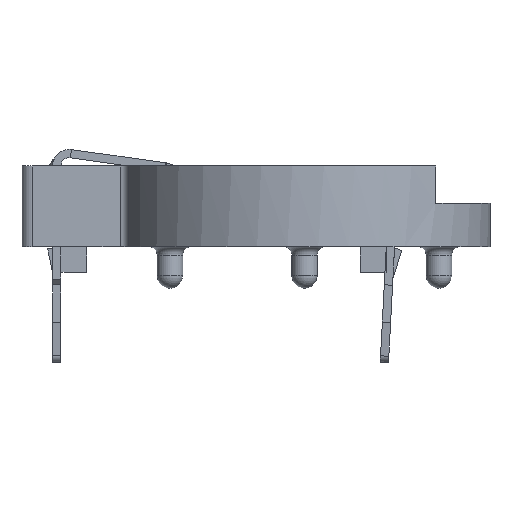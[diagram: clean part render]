
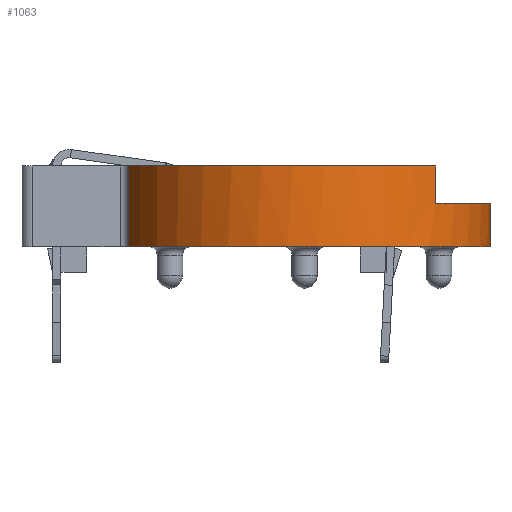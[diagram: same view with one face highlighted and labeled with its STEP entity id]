
A CAD part, front view. The second image highlights one B-rep face of the part: STEP entity #1063.
In plain terms, the highlighted cylindrical face has radius 11.379 mm (diameter 22.758 mm), a partial arc.
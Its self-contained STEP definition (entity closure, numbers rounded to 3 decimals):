
#202 = VERTEX_POINT('',#203);
#203 = CARTESIAN_POINT('',(4.366,-3.53,2.542
    ));
#262 = VERTEX_POINT('',#263);
#263 = CARTESIAN_POINT('',(26.565,-0.005,
    2.542));
#270 = EDGE_CURVE('',#202,#262,#271,.T.);
#271 = CIRCLE('',#272,11.379);
#272 = AXIS2_PLACEMENT_3D('',#273,#274,#275);
#273 = CARTESIAN_POINT('',(15.185,-0.005,
    2.542));
#274 = DIRECTION('',(0.,0.,1.));
#275 = DIRECTION('',(-1.,0.,0.));
#855 = VERTEX_POINT('',#856);
#856 = CARTESIAN_POINT('',(4.366,-3.53,7.495
    ));
#863 = EDGE_CURVE('',#855,#202,#864,.T.);
#864 = LINE('',#865,#866);
#865 = CARTESIAN_POINT('',(4.366,-3.53,7.495
    ));
#866 = VECTOR('',#867,1.);
#867 = DIRECTION('',(0.,0.,-1.));
#1026 = VERTEX_POINT('',#1027);
#1027 = CARTESIAN_POINT('',(26.565,-0.005,
    5.209));
#1036 = EDGE_CURVE('',#1026,#262,#1037,.T.);
#1037 = LINE('',#1038,#1039);
#1038 = CARTESIAN_POINT('',(26.565,-0.005,
    7.495));
#1039 = VECTOR('',#1040,1.);
#1040 = DIRECTION('',(0.,0.,-1.));
#1063 = ADVANCED_FACE('',(#1064),#1093,.T.);
#1064 = FACE_BOUND('',#1065,.T.);
#1065 = EDGE_LOOP('',(#1066,#1067,#1076,#1084,#1091,#1092));
#1066 = ORIENTED_EDGE('',*,*,#1036,.F.);
#1067 = ORIENTED_EDGE('',*,*,#1068,.F.);
#1068 = EDGE_CURVE('',#1069,#1026,#1071,.T.);
#1069 = VERTEX_POINT('',#1070);
#1070 = CARTESIAN_POINT('',(23.232,-8.051,
    5.209));
#1071 = CIRCLE('',#1072,11.379);
#1072 = AXIS2_PLACEMENT_3D('',#1073,#1074,#1075);
#1073 = CARTESIAN_POINT('',(15.185,-0.005,
    5.209));
#1074 = DIRECTION('',(0.,0.,1.));
#1075 = DIRECTION('',(-1.,0.,0.));
#1076 = ORIENTED_EDGE('',*,*,#1077,.T.);
#1077 = EDGE_CURVE('',#1069,#1078,#1080,.T.);
#1078 = VERTEX_POINT('',#1079);
#1079 = CARTESIAN_POINT('',(23.232,-8.051,
    7.495));
#1080 = LINE('',#1081,#1082);
#1081 = CARTESIAN_POINT('',(23.232,-8.051,
    7.495));
#1082 = VECTOR('',#1083,1.);
#1083 = DIRECTION('',(0.,0.,1.));
#1084 = ORIENTED_EDGE('',*,*,#1085,.F.);
#1085 = EDGE_CURVE('',#855,#1078,#1086,.T.);
#1086 = CIRCLE('',#1087,11.379);
#1087 = AXIS2_PLACEMENT_3D('',#1088,#1089,#1090);
#1088 = CARTESIAN_POINT('',(15.185,-0.005,
    7.495));
#1089 = DIRECTION('',(0.,0.,1.));
#1090 = DIRECTION('',(-1.,0.,0.));
#1091 = ORIENTED_EDGE('',*,*,#863,.T.);
#1092 = ORIENTED_EDGE('',*,*,#270,.T.);
#1093 = CYLINDRICAL_SURFACE('',#1094,11.379);
#1094 = AXIS2_PLACEMENT_3D('',#1095,#1096,#1097);
#1095 = CARTESIAN_POINT('',(15.185,-0.005,
    7.495));
#1096 = DIRECTION('',(0.,0.,-1.));
#1097 = DIRECTION('',(1.,0.,0.));
